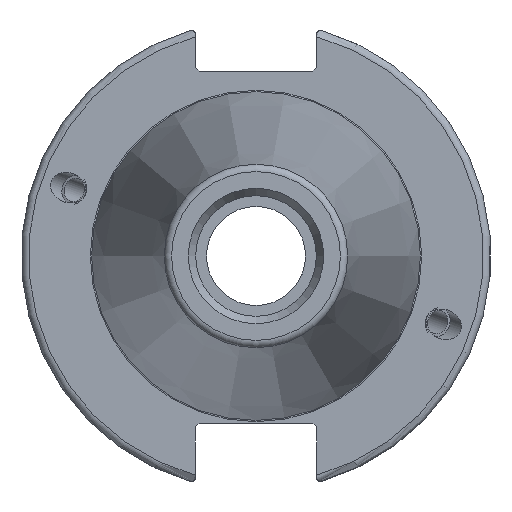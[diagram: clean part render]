
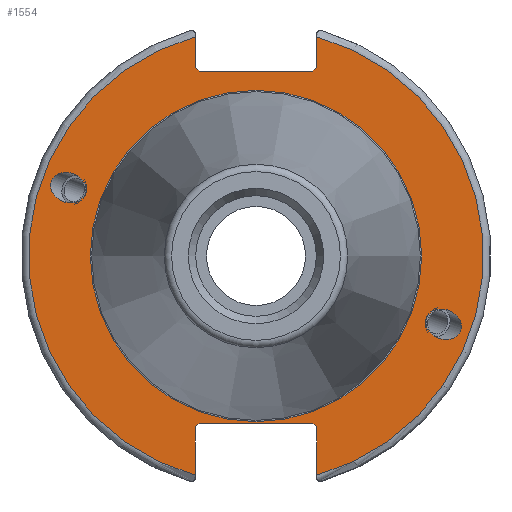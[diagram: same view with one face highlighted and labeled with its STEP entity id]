
A CAD part, left-side view. The second image highlights one B-rep face of the part: STEP entity #1554.
In plain terms, the highlighted planar face has unit normal (-1, 0, 0).
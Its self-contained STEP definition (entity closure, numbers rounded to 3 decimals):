
#78=FACE_BOUND('',#321,.T.);
#79=FACE_BOUND('',#322,.T.);
#80=FACE_BOUND('',#323,.T.);
#95=PLANE('',#1732);
#139=ELLIPSE('',#1683,2.442,2.);
#148=ELLIPSE('',#1727,2.442,2.);
#221=FACE_OUTER_BOUND('',#320,.T.);
#320=EDGE_LOOP('',(#1249,#1250,#1251,#1252,#1253,#1254,#1255,#1256,#1257,
#1258,#1259,#1260));
#321=EDGE_LOOP('',(#1261));
#322=EDGE_LOOP('',(#1262));
#323=EDGE_LOOP('',(#1263));
#408=LINE('',#2784,#500);
#409=LINE('',#2786,#501);
#410=LINE('',#2788,#502);
#411=LINE('',#2790,#503);
#412=LINE('',#2792,#504);
#413=LINE('',#2796,#505);
#414=LINE('',#2798,#506);
#415=LINE('',#2800,#507);
#416=LINE('',#2802,#508);
#417=LINE('',#2803,#509);
#500=VECTOR('',#2066,10.);
#501=VECTOR('',#2067,10.);
#502=VECTOR('',#2068,10.);
#503=VECTOR('',#2069,10.);
#504=VECTOR('',#2070,10.);
#505=VECTOR('',#2073,10.);
#506=VECTOR('',#2074,10.);
#507=VECTOR('',#2075,10.);
#508=VECTOR('',#2076,10.);
#509=VECTOR('',#2077,10.);
#599=CIRCLE('',#1729,22.396);
#602=CIRCLE('',#1733,30.75);
#603=CIRCLE('',#1734,30.75);
#680=VERTEX_POINT('',#2567);
#721=VERTEX_POINT('',#2770);
#722=VERTEX_POINT('',#2774);
#724=VERTEX_POINT('',#2780);
#725=VERTEX_POINT('',#2781);
#726=VERTEX_POINT('',#2783);
#727=VERTEX_POINT('',#2785);
#728=VERTEX_POINT('',#2787);
#729=VERTEX_POINT('',#2789);
#730=VERTEX_POINT('',#2791);
#731=VERTEX_POINT('',#2793);
#732=VERTEX_POINT('',#2795);
#733=VERTEX_POINT('',#2797);
#734=VERTEX_POINT('',#2799);
#735=VERTEX_POINT('',#2801);
#857=EDGE_CURVE('',#680,#680,#139,.T.);
#914=EDGE_CURVE('',#721,#721,#148,.T.);
#915=EDGE_CURVE('',#722,#722,#599,.T.);
#918=EDGE_CURVE('',#724,#725,#602,.T.);
#919=EDGE_CURVE('',#724,#726,#408,.T.);
#920=EDGE_CURVE('',#727,#726,#409,.T.);
#921=EDGE_CURVE('',#727,#728,#410,.T.);
#922=EDGE_CURVE('',#729,#728,#411,.T.);
#923=EDGE_CURVE('',#729,#730,#412,.T.);
#924=EDGE_CURVE('',#731,#730,#603,.T.);
#925=EDGE_CURVE('',#731,#732,#413,.T.);
#926=EDGE_CURVE('',#733,#732,#414,.T.);
#927=EDGE_CURVE('',#733,#734,#415,.T.);
#928=EDGE_CURVE('',#735,#734,#416,.T.);
#929=EDGE_CURVE('',#735,#725,#417,.T.);
#1249=ORIENTED_EDGE('',*,*,#918,.F.);
#1250=ORIENTED_EDGE('',*,*,#919,.T.);
#1251=ORIENTED_EDGE('',*,*,#920,.F.);
#1252=ORIENTED_EDGE('',*,*,#921,.T.);
#1253=ORIENTED_EDGE('',*,*,#922,.F.);
#1254=ORIENTED_EDGE('',*,*,#923,.T.);
#1255=ORIENTED_EDGE('',*,*,#924,.F.);
#1256=ORIENTED_EDGE('',*,*,#925,.T.);
#1257=ORIENTED_EDGE('',*,*,#926,.F.);
#1258=ORIENTED_EDGE('',*,*,#927,.T.);
#1259=ORIENTED_EDGE('',*,*,#928,.F.);
#1260=ORIENTED_EDGE('',*,*,#929,.T.);
#1261=ORIENTED_EDGE('',*,*,#857,.T.);
#1262=ORIENTED_EDGE('',*,*,#914,.T.);
#1263=ORIENTED_EDGE('',*,*,#915,.F.);
#1554=ADVANCED_FACE('',(#221,#78,#79,#80),#95,.T.);
#1683=AXIS2_PLACEMENT_3D('',#2569,#1948,#1949);
#1727=AXIS2_PLACEMENT_3D('',#2772,#2052,#2053);
#1729=AXIS2_PLACEMENT_3D('',#2775,#2056,#2057);
#1732=AXIS2_PLACEMENT_3D('',#2779,#2062,#2063);
#1733=AXIS2_PLACEMENT_3D('',#2782,#2064,#2065);
#1734=AXIS2_PLACEMENT_3D('',#2794,#2071,#2072);
#1948=DIRECTION('center_axis',(1.,0.,0.));
#1949=DIRECTION('ref_axis',(0.,-0.94,-0.342));
#2052=DIRECTION('center_axis',(1.,0.,0.));
#2053=DIRECTION('ref_axis',(0.,0.94,0.342));
#2056=DIRECTION('center_axis',(-1.,0.,0.));
#2057=DIRECTION('ref_axis',(0.,1.,0.));
#2062=DIRECTION('center_axis',(-1.,0.,0.));
#2063=DIRECTION('ref_axis',(0.,0.,1.));
#2064=DIRECTION('center_axis',(1.,0.,0.));
#2065=DIRECTION('ref_axis',(0.,-1.,0.));
#2066=DIRECTION('',(0.,0.,-1.));
#2067=DIRECTION('',(0.,-0.707,0.707));
#2068=DIRECTION('',(0.,1.,0.));
#2069=DIRECTION('',(0.,-0.707,-0.707));
#2070=DIRECTION('',(0.,0.,1.));
#2071=DIRECTION('center_axis',(1.,0.,0.));
#2072=DIRECTION('ref_axis',(0.,1.,0.));
#2073=DIRECTION('',(0.,0.,1.));
#2074=DIRECTION('',(0.,0.707,-0.707));
#2075=DIRECTION('',(0.,-1.,0.));
#2076=DIRECTION('',(0.,0.707,0.707));
#2077=DIRECTION('',(0.,0.,-1.));
#2567=CARTESIAN_POINT('',(1.,-23.077,-8.399));
#2569=CARTESIAN_POINT('Origin',(1.,-25.372,-9.235));
#2770=CARTESIAN_POINT('',(1.,23.077,8.399));
#2772=CARTESIAN_POINT('Origin',(1.,25.372,9.235));
#2774=CARTESIAN_POINT('',(1.,-22.396,0.));
#2775=CARTESIAN_POINT('Origin',(1.,0.,0.));
#2779=CARTESIAN_POINT('Origin',(1.,31.75,0.));
#2780=CARTESIAN_POINT('',(1.,-8.19,29.639));
#2781=CARTESIAN_POINT('',(1.,-8.19,-29.639));
#2782=CARTESIAN_POINT('Origin',(1.,0.,0.));
#2783=CARTESIAN_POINT('',(1.,-8.19,25.5));
#2784=CARTESIAN_POINT('',(1.,-8.19,12.5));
#2785=CARTESIAN_POINT('',(1.,-7.69,25.));
#2786=CARTESIAN_POINT('',(1.,8.295,9.015));
#2787=CARTESIAN_POINT('',(1.,7.69,25.));
#2788=CARTESIAN_POINT('',(1.,15.875,25.));
#2789=CARTESIAN_POINT('',(1.,8.19,25.5));
#2790=CARTESIAN_POINT('',(1.,7.58,24.89));
#2791=CARTESIAN_POINT('',(1.,8.19,29.639));
#2792=CARTESIAN_POINT('',(1.,8.19,12.5));
#2793=CARTESIAN_POINT('',(1.,8.19,-29.639));
#2794=CARTESIAN_POINT('Origin',(1.,0.,0.));
#2795=CARTESIAN_POINT('',(1.,8.19,-23.1));
#2796=CARTESIAN_POINT('',(1.,8.19,-11.3));
#2797=CARTESIAN_POINT('',(1.,7.69,-22.6));
#2798=CARTESIAN_POINT('',(1.,8.18,-23.09));
#2799=CARTESIAN_POINT('',(1.,-7.69,-22.6));
#2800=CARTESIAN_POINT('',(1.,15.875,-22.6));
#2801=CARTESIAN_POINT('',(1.,-8.19,-23.1));
#2802=CARTESIAN_POINT('',(1.,7.695,-7.215));
#2803=CARTESIAN_POINT('',(1.,-8.19,-11.3));
